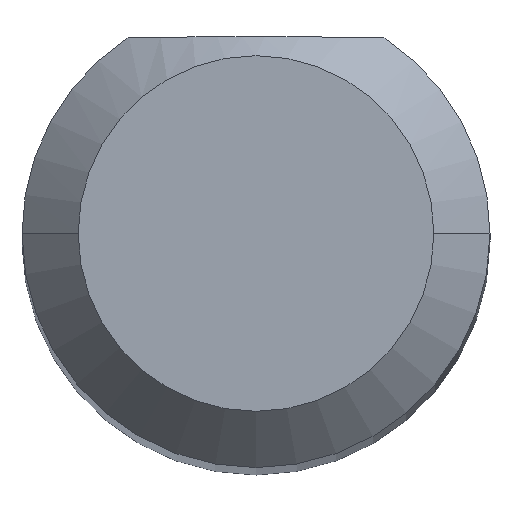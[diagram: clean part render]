
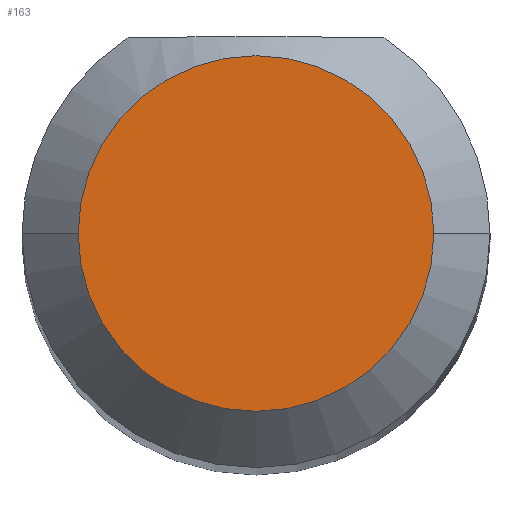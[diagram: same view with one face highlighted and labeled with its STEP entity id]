
A CAD part, top view. The second image highlights one B-rep face of the part: STEP entity #163.
In plain terms, the highlighted planar face has unit normal (0, 0, 1).
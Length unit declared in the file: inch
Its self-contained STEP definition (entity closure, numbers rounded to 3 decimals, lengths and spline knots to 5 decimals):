
#23 = CARTESIAN_POINT ( 'NONE',  ( 0.25, 0., 1.5 ) ) ;
#43 = DIRECTION ( 'NONE',  ( 0., 0., -1. ) ) ;
#80 = FACE_OUTER_BOUND ( 'NONE', #266, .T. ) ;
#163 = ADVANCED_FACE ( 'NONE', ( #80 ), #312, .T. ) ;
#190 = ORIENTED_EDGE ( 'NONE', *, *, #222, .F. ) ;
#222 = EDGE_CURVE ( 'NONE', #684, #260, #237, .T. ) ;
#237 = CIRCLE ( 'NONE', #622, 0.0475 ) ;
#260 = VERTEX_POINT ( 'NONE', #623 ) ;
#266 = EDGE_LOOP ( 'NONE', ( #686, #190 ) ) ;
#275 = CARTESIAN_POINT ( 'NONE',  ( 0.2025, 0., 1.5 ) ) ;
#311 = CIRCLE ( 'NONE', #479, 0.0475 ) ;
#312 = PLANE ( 'NONE',  #737 ) ;
#340 = DIRECTION ( 'NONE',  ( -1., 0., 0. ) ) ;
#344 = CARTESIAN_POINT ( 'NONE',  ( 0.25, 0., 1.5 ) ) ;
#406 = DIRECTION ( 'NONE',  ( 0., 0., -1. ) ) ;
#479 = AXIS2_PLACEMENT_3D ( 'NONE', #344, #406, #340 ) ;
#499 = DIRECTION ( 'NONE',  ( -1., 0., 0. ) ) ;
#533 = DIRECTION ( 'NONE',  ( -1., 0., 0. ) ) ;
#550 = DIRECTION ( 'NONE',  ( 0., 0., 1. ) ) ;
#591 = CARTESIAN_POINT ( 'NONE',  ( 0.25, 0., 1.5 ) ) ;
#606 = EDGE_CURVE ( 'NONE', #260, #684, #311, .T. ) ;
#622 = AXIS2_PLACEMENT_3D ( 'NONE', #591, #43, #533 ) ;
#623 = CARTESIAN_POINT ( 'NONE',  ( 0.2975, 0., 1.5 ) ) ;
#684 = VERTEX_POINT ( 'NONE', #275 ) ;
#686 = ORIENTED_EDGE ( 'NONE', *, *, #606, .F. ) ;
#737 = AXIS2_PLACEMENT_3D ( 'NONE', #23, #550, #499 ) ;
